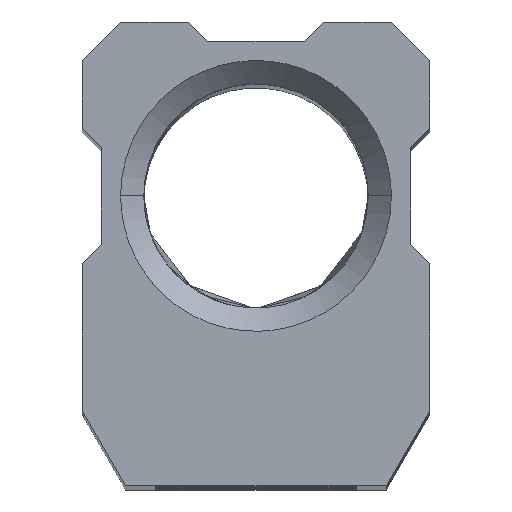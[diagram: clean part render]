
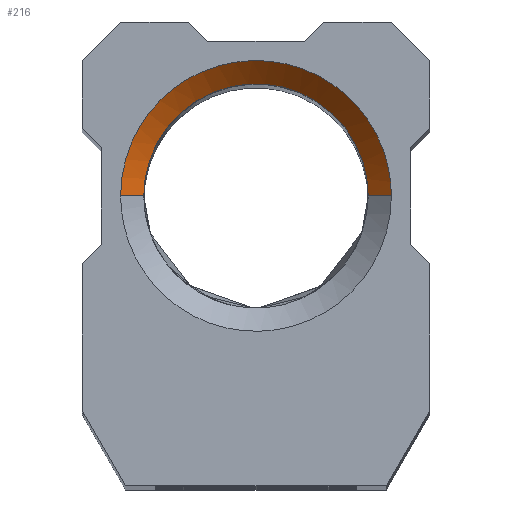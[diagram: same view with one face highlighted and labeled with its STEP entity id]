
A CAD part, top view. The second image highlights one B-rep face of the part: STEP entity #216.
In plain terms, the highlighted free-form (B-spline) face has degree [1, 3] with [2, 7] control points.
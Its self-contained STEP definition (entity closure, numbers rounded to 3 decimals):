
#11 = B_SPLINE_CURVE_WITH_KNOTS ( 'NONE', 1,
 ( #2770, #2757 ),
 .UNSPECIFIED., .F., .F.,
 ( 2, 2 ),
 ( -1., 0. ),
 .UNSPECIFIED. ) ;
#25 = CARTESIAN_POINT ( 'NONE',  ( 7.005, 15., 0. ) ) ;
#148 = CARTESIAN_POINT ( 'NONE',  ( 5.805, 18.4, -1.2 ) ) ;
#169 = ORIENTED_EDGE ( 'NONE', *, *, #1727, .F. ) ;
#207 = B_SPLINE_CURVE_WITH_KNOTS ( 'NONE', 1,
 ( #604, #855 ),
 .UNSPECIFIED., .F., .F.,
 ( 2, 2 ),
 ( -1., 0. ),
 .UNSPECIFIED. ) ;
#216 = ADVANCED_FACE ( 'NONE', ( #2660 ), #1967, .T. ) ;
#326 = CARTESIAN_POINT ( 'NONE',  ( 4.103, 22.005, 0. ) ) ;
#335 = EDGE_CURVE ( 'NONE', #406, #3161, #207, .T. ) ;
#406 = VERTEX_POINT ( 'NONE', #1587 ) ;
#441 = CARTESIAN_POINT ( 'NONE',  ( 0.92, 22.005, 0. ) ) ;
#461 = CARTESIAN_POINT ( 'NONE',  ( -7.005, 15.92, 0. ) ) ;
#604 = CARTESIAN_POINT ( 'NONE',  ( 5.805, 15., -1.2 ) ) ;
#631 = CARTESIAN_POINT ( 'NONE',  ( -5.805, 18.4, -1.2 ) ) ;
#690 = CARTESIAN_POINT ( 'NONE',  ( 4.303, 20.604, 0. ) ) ;
#696 = CARTESIAN_POINT ( 'NONE',  ( -7.005, 15., 0. ) ) ;
#709 = CARTESIAN_POINT ( 'NONE',  ( -0.92, 22.005, 0. ) ) ;
#718 = CARTESIAN_POINT ( 'NONE',  ( -6.12, 18.531, 0. ) ) ;
#779 = CARTESIAN_POINT ( 'NONE',  ( -3.4, 20.805, -1.2 ) ) ;
#788 = CARTESIAN_POINT ( 'NONE',  ( 0., 20.805, -1.2 ) ) ;
#811 = CARTESIAN_POINT ( 'NONE',  ( 0., 22.005, 0. ) ) ;
#855 = CARTESIAN_POINT ( 'NONE',  ( 7.005, 15., 0. ) ) ;
#887 = CARTESIAN_POINT ( 'NONE',  ( -5.805, 15., -1.2 ) ) ;
#897 = CARTESIAN_POINT ( 'NONE',  ( 3.4, 20.805, -1.2 ) ) ;
#978 = CARTESIAN_POINT ( 'NONE',  ( -4.303, 20.604, 0. ) ) ;
#1128 = ORIENTED_EDGE ( 'NONE', *, *, #2503, .T. ) ;
#1181 = CARTESIAN_POINT ( 'NONE',  ( 6.12, 18.531, 0. ) ) ;
#1202 = CARTESIAN_POINT ( 'NONE',  ( 7.005, 15.92, 0. ) ) ;
#1253 = CARTESIAN_POINT ( 'NONE',  ( -5.805, 15., -1.2 ) ) ;
#1292 = CARTESIAN_POINT ( 'NONE',  ( -4.103, 22.005, 0. ) ) ;
#1349 = EDGE_LOOP ( 'NONE', ( #2845, #169, #2550, #1128 ) ) ;
#1407 = CARTESIAN_POINT ( 'NONE',  ( -6.824, 16.831, 0. ) ) ;
#1490 = CARTESIAN_POINT ( 'NONE',  ( 7.005, 19.103, 0. ) ) ;
#1504 =( BOUNDED_CURVE ( )  B_SPLINE_CURVE ( 3, ( #887, #631, #2115, #2607, #897, #148, #1857 ),
 .UNSPECIFIED., .F., .T. ) 
 B_SPLINE_CURVE_WITH_KNOTS ( ( 4, 3, 4 ),
 ( -3.142, -1.571, 0. ),
 .UNSPECIFIED. ) 
 CURVE ( )  GEOMETRIC_REPRESENTATION_ITEM ( )  RATIONAL_B_SPLINE_CURVE ( ( 1., 0.805, 0.805, 1., 0.805, 0.805, 1. ) ) 
 REPRESENTATION_ITEM ( '' )  );
#1511 = CARTESIAN_POINT ( 'NONE',  ( 7.005, 15., 0. ) ) ;
#1587 = CARTESIAN_POINT ( 'NONE',  ( 5.805, 15., -1.2 ) ) ;
#1684 = CARTESIAN_POINT ( 'NONE',  ( -5.604, 19.303, 0. ) ) ;
#1727 = EDGE_CURVE ( 'NONE', #2732, #3161, #2899, .T. ) ;
#1767 = CARTESIAN_POINT ( 'NONE',  ( -7.005, 19.103, 0. ) ) ;
#1808 = VERTEX_POINT ( 'NONE', #2723 ) ;
#1857 = CARTESIAN_POINT ( 'NONE',  ( 5.805, 15., -1.2 ) ) ;
#1967 =( BOUNDED_SURFACE ( )  B_SPLINE_SURFACE ( 1, 3, ( 
 ( #2734, #2773, #2533, #788, #779, #2512, #1253 ),
 ( #25, #1490, #326, #811, #1292, #1767, #2021 ) ),
 .UNSPECIFIED., .F., .F., .T. ) 
 B_SPLINE_SURFACE_WITH_KNOTS ( ( 2, 2 ),
 ( 4, 3, 4 ),
 ( 0., 1. ),
 ( 0., 0.5, 1. ),
 .UNSPECIFIED. ) 
 GEOMETRIC_REPRESENTATION_ITEM ( )  RATIONAL_B_SPLINE_SURFACE ( (
 ( 1., 0.805, 0.805, 1., 0.805, 0.805, 1.),
 ( 1., 0.805, 0.805, 1., 0.805, 0.805, 1.) ) ) 
 REPRESENTATION_ITEM ( '' )  SURFACE ( )  );
#2021 = CARTESIAN_POINT ( 'NONE',  ( -7.005, 15., 0. ) ) ;
#2115 = CARTESIAN_POINT ( 'NONE',  ( -3.4, 20.805, -1.2 ) ) ;
#2157 = CARTESIAN_POINT ( 'NONE',  ( 3.531, 21.12, 0. ) ) ;
#2177 = CARTESIAN_POINT ( 'NONE',  ( -3.531, 21.12, 0. ) ) ;
#2201 = CARTESIAN_POINT ( 'NONE',  ( -7.005, 15., 0. ) ) ;
#2411 = CARTESIAN_POINT ( 'NONE',  ( 5.604, 19.303, 0. ) ) ;
#2503 = EDGE_CURVE ( 'NONE', #1808, #406, #1504, .T. ) ;
#2512 = CARTESIAN_POINT ( 'NONE',  ( -5.805, 18.4, -1.2 ) ) ;
#2533 = CARTESIAN_POINT ( 'NONE',  ( 3.4, 20.805, -1.2 ) ) ;
#2550 = ORIENTED_EDGE ( 'NONE', *, *, #3162, .T. ) ;
#2607 = CARTESIAN_POINT ( 'NONE',  ( 0., 20.805, -1.2 ) ) ;
#2660 = FACE_OUTER_BOUND ( 'NONE', #1349, .T. ) ;
#2661 = CARTESIAN_POINT ( 'NONE',  ( -1.831, 21.824, 0. ) ) ;
#2681 = CARTESIAN_POINT ( 'NONE',  ( 1.831, 21.824, 0. ) ) ;
#2723 = CARTESIAN_POINT ( 'NONE',  ( -5.805, 15., -1.2 ) ) ;
#2732 = VERTEX_POINT ( 'NONE', #696 ) ;
#2734 = CARTESIAN_POINT ( 'NONE',  ( 5.805, 15., -1.2 ) ) ;
#2757 = CARTESIAN_POINT ( 'NONE',  ( -5.805, 15., -1.2 ) ) ;
#2770 = CARTESIAN_POINT ( 'NONE',  ( -7.005, 15., 0. ) ) ;
#2773 = CARTESIAN_POINT ( 'NONE',  ( 5.805, 18.4, -1.2 ) ) ;
#2845 = ORIENTED_EDGE ( 'NONE', *, *, #335, .T. ) ;
#2899 = B_SPLINE_CURVE_WITH_KNOTS ( 'NONE', 3,
 ( #2201, #461, #1407, #718, #1684, #978, #2177, #2661, #709, #441, #2681, #2157, #690, #2411, #1181, #2917, #1202, #3189 ),
 .UNSPECIFIED., .F., .F.,
 ( 4, 2, 2, 2, 2, 2, 2, 2, 4 ),
 ( 0., 0.393, 0.785, 1.178, 1.571, 1.963, 2.356, 2.749, 3.142 ),
 .UNSPECIFIED. ) ;
#2917 = CARTESIAN_POINT ( 'NONE',  ( 6.824, 16.831, 0. ) ) ;
#3161 = VERTEX_POINT ( 'NONE', #1511 ) ;
#3162 = EDGE_CURVE ( 'NONE', #2732, #1808, #11, .T. ) ;
#3189 = CARTESIAN_POINT ( 'NONE',  ( 7.005, 15., 0. ) ) ;
